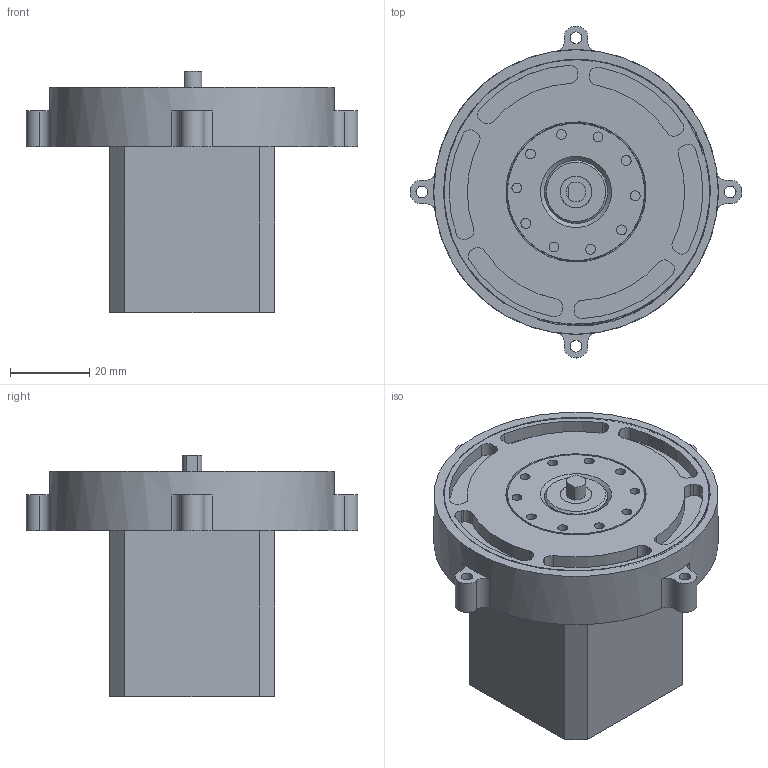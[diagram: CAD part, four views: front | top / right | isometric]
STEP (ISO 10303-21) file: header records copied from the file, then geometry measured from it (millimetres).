
FILE_DESCRIPTION(/* description */ (''),/* implementation_level */ '2;1');
FILE_NAME(/* name */ 'Cycloidal Drive Assembly.step',/* time_stamp */ '2022-03-05T07:13:01+08:00',/* author */ (''),/* organization */ (''),/* preprocessor_version */ 'ST-DEVELOPER v18.1',/* originating_system */ 'Autodesk Translation Framework v10.10.0.1391',/* authorisation */ '');
FILE_SCHEMA (('AUTOMOTIVE_DESIGN { 1 0 10303 214 3 1 1 }'));
Length unit declared in the file: millimetre
Products named in the file (13): Sub-assembly; NEMA17 Stepper Motor; shoulder 48 cycloidal casing; cycloidal gear; cylindrical pins; eccentric nut; output transmission; torque output pins; M3x6 countersunk; 16x8x5 bearing; nylon spacer; thrust bearing; top cover 1
Assembly tree (26 placements, depth 2):
  Sub-assembly
    NEMA17 Stepper Motor
    shoulder 48 cycloidal casing
    M3x6 countersunk  x9
    eccentric nut  x2
    16x8x5 bearing  x2
    cycloidal gear
    cylindrical pins
    torque output pins  x5
    output transmission
    nylon spacer
    thrust bearing
    top cover 1
Bounding box: 84 x 84 x 61 mm (x, y, z)
Volume: 118034.5 mm3; surface area: 58747.6 mm2
Topology: 74 solids, 74 shells, 1148 faces, 2850 edges, 1801 vertices
Faces by surface type: cylinder 618, plane 332, cone 128, bspline 70
Full cylindrical faces by diameter (mm): 2 x40, 2.5 x10, 3 x173, 3.3 x5, 5 x2, 5.54 x9, 8 x5, 9 x5, 10 x5, 16 x4, 22 x1, 23 x1, 34.7 x1, 35 x1, 35.5 x1, 37.5 x1, 51 x2, 52 x2, 67 x4, 67.7 x3, 72 x1
Entity records: 37423 total; most frequent: CARTESIAN_POINT 16647, DIRECTION 4369, ORIENTED_EDGE 4182, EDGE_CURVE 2091, AXIS2_PLACEMENT_3D 1834, VERTEX_POINT 1305, CIRCLE 999, EDGE_LOOP 946
